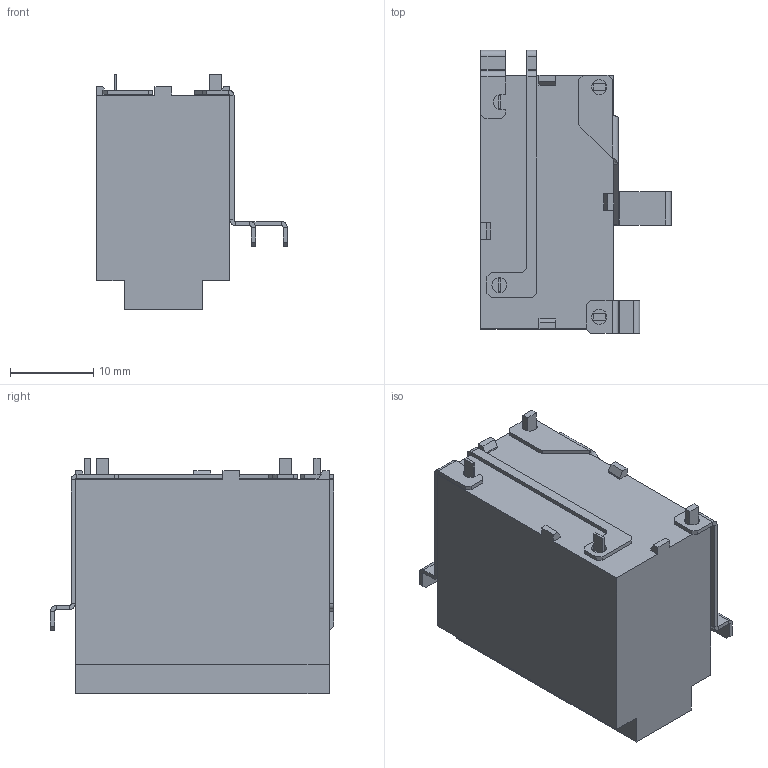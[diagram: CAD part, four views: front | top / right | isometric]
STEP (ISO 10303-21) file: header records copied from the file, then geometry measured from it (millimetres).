
FILE_DESCRIPTION (( 'STEP AP203' ), '1' );
FILE_NAME ('Role 25A.STEP', '2018-12-21T08:19:36', ( '' ), ( '' ), 'SwSTEP 2.0', 'SolidWorks 2018', '' );
FILE_SCHEMA (( 'CONFIG_CONTROL_DESIGN' ));
Length unit declared in the file: millimetre
Products named in the file (6): g4a-1a-pe_12dc_Solo; Line_RoLe_Brass_P2; Line_RoLe_Brass_TH1; Line_RoLe_Brass_TH2; Line_RoLe_Brass_P1; Role 25A
Assembly tree (5 placements, depth 2):
  Role 25A
    g4a-1a-pe_12dc_Solo
    Line_RoLe_Brass_P1
    Line_RoLe_Brass_P2
    Line_RoLe_Brass_TH1
    Line_RoLe_Brass_TH2
Bounding box: 22.9 x 34.05 x 28.3 mm (x, y, z)
Volume: 11948.6 mm3; surface area: 4485.6 mm2
Topology: 5 solids, 5 shells, 460 faces, 1149 edges, 734 vertices
Faces by surface type: plane 337, bspline 86, cylinder 37
Entity records: 18739 total; most frequent: CARTESIAN_POINT 7693, ORIENTED_EDGE 2298, DIRECTION 1811, EDGE_CURVE 1149, LINE 907, VECTOR 907, VERTEX_POINT 734, EDGE_LOOP 501
